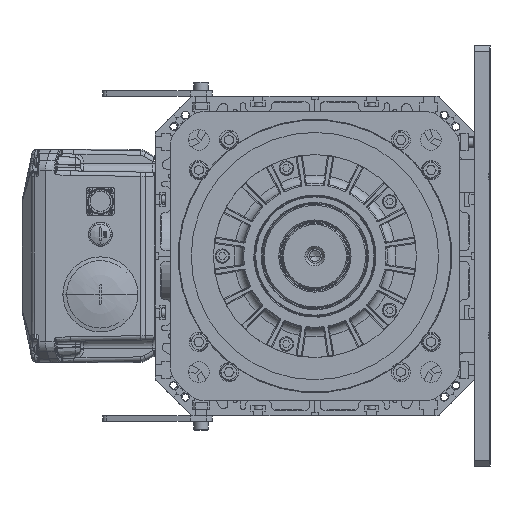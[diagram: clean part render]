
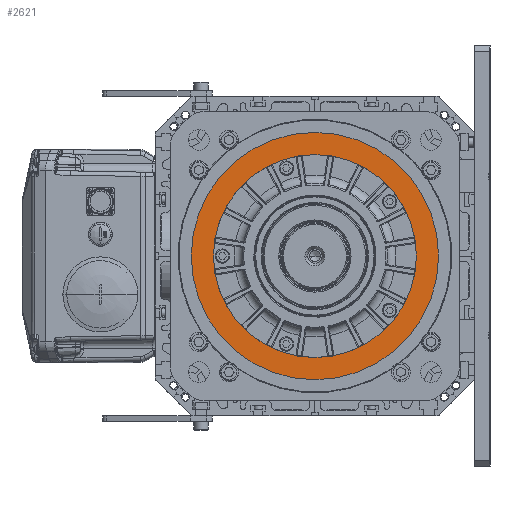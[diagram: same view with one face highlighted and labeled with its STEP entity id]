
A CAD part, left-side view. The second image highlights one B-rep face of the part: STEP entity #2621.
In plain terms, the highlighted planar face has unit normal (-1, 0, 0).
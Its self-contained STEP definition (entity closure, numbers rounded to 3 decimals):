
#1187=CARTESIAN_POINT('',(112.02,0.,0.));
#1188=DIRECTION('',(-1.,0.,0.));
#1189=DIRECTION('',(0.,-1.,0.));
#1190=AXIS2_PLACEMENT_3D('',#1187,#1188,#1189);
#1192=CARTESIAN_POINT('',(112.02,0.,0.));
#1193=DIRECTION('',(1.,0.,0.));
#1194=DIRECTION('',(0.,-1.,0.));
#1195=AXIS2_PLACEMENT_3D('',#1192,#1193,#1194);
#1197=CARTESIAN_POINT('',(112.02,0.,0.));
#1198=DIRECTION('',(1.,0.,0.));
#1199=DIRECTION('',(0.,-1.,0.));
#1200=AXIS2_PLACEMENT_3D('',#1197,#1198,#1199);
#1202=CARTESIAN_POINT('',(112.02,0.,0.));
#1203=DIRECTION('',(1.,0.,0.));
#1204=DIRECTION('',(0.,1.,0.));
#1205=AXIS2_PLACEMENT_3D('',#1202,#1203,#1204);
#1834=CARTESIAN_POINT('',(112.02,-92.75,0.));
#1836=VERTEX_POINT('',#1834);
#1838=CARTESIAN_POINT('',(112.02,92.75,0.));
#1840=VERTEX_POINT('',#1838);
#1841=CARTESIAN_POINT('',(112.02,-113.,0.));
#1842=CARTESIAN_POINT('',(112.02,113.,0.));
#1843=VERTEX_POINT('',#1841);
#1844=VERTEX_POINT('',#1842);
#2605=CARTESIAN_POINT('',(112.02,0.,0.));
#2606=DIRECTION('',(-1.,0.,0.));
#2607=DIRECTION('',(0.,-1.,0.));
#2608=AXIS2_PLACEMENT_3D('',#2605,#2606,#2607);
#2609=PLANE('',#2608);
#2611=ORIENTED_EDGE('',*,*,#2610,.T.);
#2613=ORIENTED_EDGE('',*,*,#2612,.T.);
#2614=EDGE_LOOP('',(#2611,#2613));
#2615=FACE_OUTER_BOUND('',#2614,.F.);
#2616=ORIENTED_EDGE('',*,*,#2600,.T.);
#2618=ORIENTED_EDGE('',*,*,#2617,.F.);
#2619=EDGE_LOOP('',(#2616,#2618));
#2620=FACE_BOUND('',#2619,.F.);
#2621=ADVANCED_FACE('',(#2615,#2620),#2609,.T.);
#1191=CIRCLE('',#1190,92.75);
#1196=CIRCLE('',#1195,92.75);
#1201=CIRCLE('',#1200,113.);
#1206=CIRCLE('',#1205,113.);
#2600=EDGE_CURVE('',#1836,#1840,#1191,.T.);
#2610=EDGE_CURVE('',#1843,#1844,#1201,.T.);
#2612=EDGE_CURVE('',#1844,#1843,#1206,.T.);
#2617=EDGE_CURVE('',#1836,#1840,#1196,.T.);
